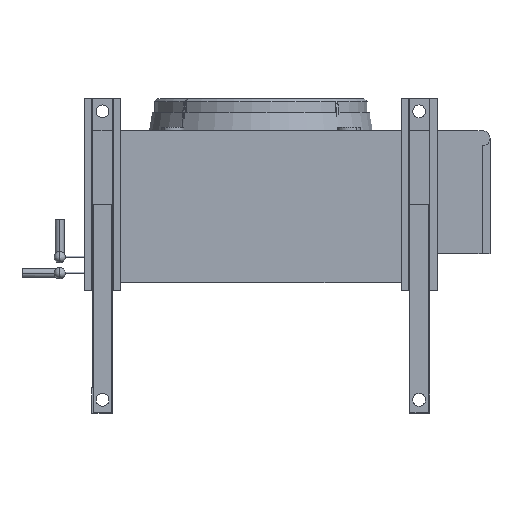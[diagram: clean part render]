
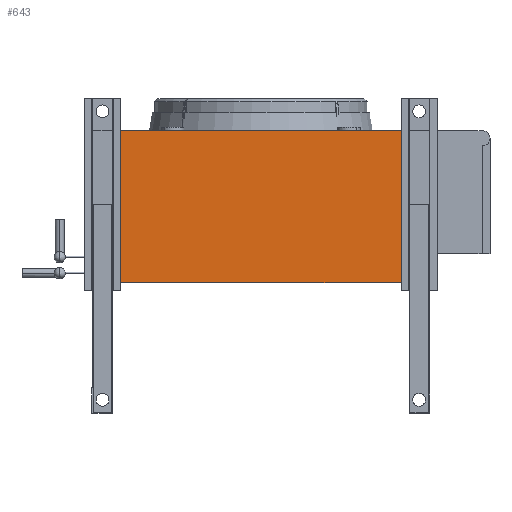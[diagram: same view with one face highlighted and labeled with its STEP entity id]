
A CAD part, front view. The second image highlights one B-rep face of the part: STEP entity #643.
In plain terms, the highlighted planar face has unit normal (0, -1, 0).
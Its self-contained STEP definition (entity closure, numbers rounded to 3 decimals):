
#643=ADVANCED_FACE('',(#1672),#1673,.F.);
#1672=FACE_OUTER_BOUND('',#3259,.T.);
#1673=PLANE('',#3260);
#3259=EDGE_LOOP('',(#5289,#5290,#5291,#5292));
#3260=AXIS2_PLACEMENT_3D('',#5293,#5294,#5295);
#5289=ORIENTED_EDGE('',*,*,#9704,.T.);
#5290=ORIENTED_EDGE('',*,*,#9705,.F.);
#5291=ORIENTED_EDGE('',*,*,#9706,.F.);
#5292=ORIENTED_EDGE('',*,*,#9707,.F.);
#5293=CARTESIAN_POINT('',(698.5,-538.163,301.625));
#5294=DIRECTION('',(0.0,1.0,0.0));
#5295=DIRECTION('',(0.0,0.0,1.0));
#9704=EDGE_CURVE('',#11910,#11911,#11912,.T.);
#9705=EDGE_CURVE('',#11913,#11911,#11914,.T.);
#9706=EDGE_CURVE('',#11915,#11913,#11916,.T.);
#9707=EDGE_CURVE('',#11910,#11915,#11917,.T.);
#11910=VERTEX_POINT('',#16300);
#11911=VERTEX_POINT('',#16301);
#11912=LINE('',#16302,#16303);
#11913=VERTEX_POINT('',#16304);
#11914=LINE('',#16305,#16306);
#11915=VERTEX_POINT('',#16307);
#11916=LINE('',#16308,#16309);
#11917=LINE('',#16310,#16311);
#16300=CARTESIAN_POINT('',(1282.675,-538.163,0.0));
#16301=CARTESIAN_POINT('',(1282.675,-538.163,603.25));
#16302=CARTESIAN_POINT('',(1282.675,-538.163,-31.75));
#16303=VECTOR('',#21104,25.4);
#16304=CARTESIAN_POINT('',(114.325,-538.163,603.25));
#16305=CARTESIAN_POINT('',(698.5,-538.163,603.25));
#16306=VECTOR('',#21105,25.4);
#16307=CARTESIAN_POINT('',(114.325,-538.163,0.0));
#16308=CARTESIAN_POINT('',(114.325,-538.163,-31.75));
#16309=VECTOR('',#21106,25.4);
#16310=CARTESIAN_POINT('',(698.5,-538.163,0.0));
#16311=VECTOR('',#21107,25.4);
#21104=DIRECTION('',(0.0,0.0,1.0));
#21105=DIRECTION('',(1.0,0.0,0.0));
#21106=DIRECTION('',(0.0,0.0,1.0));
#21107=DIRECTION('',(-1.0,0.0,0.0));
